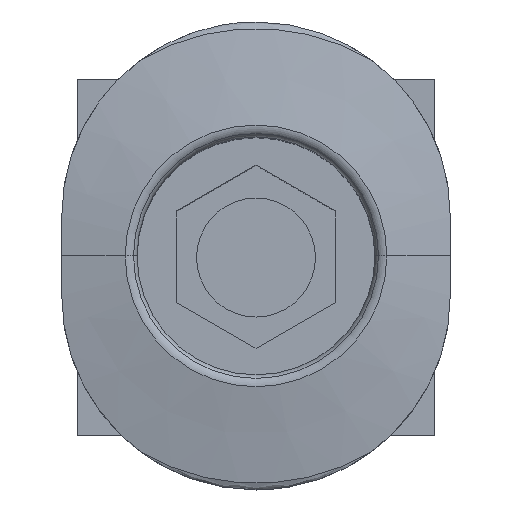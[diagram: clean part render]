
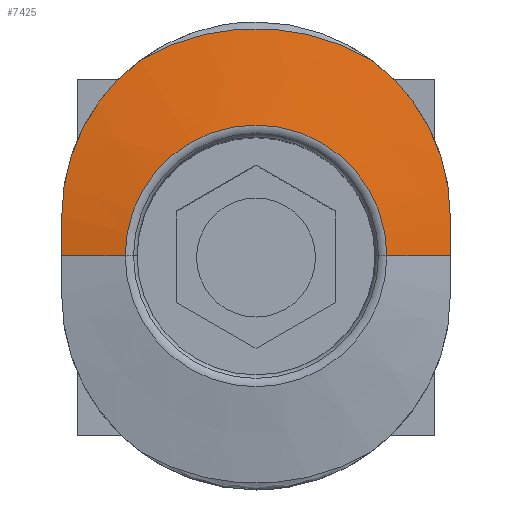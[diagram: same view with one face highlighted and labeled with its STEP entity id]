
A CAD part, top view. The second image highlights one B-rep face of the part: STEP entity #7425.
In plain terms, the highlighted conical face has half-angle 80 degrees and reference radius 4.517 mm.
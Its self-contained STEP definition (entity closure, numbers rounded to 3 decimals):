
#2160=CARTESIAN_POINT('',(-2.915,4.939,45.471));
#2161=CARTESIAN_POINT('',(-3.119,4.787,45.475));
#2162=CARTESIAN_POINT('',(-3.504,4.453,45.486));
#2163=CARTESIAN_POINT('',(-3.997,3.868,45.504));
#2164=CARTESIAN_POINT('',(-4.393,3.214,45.525));
#2165=CARTESIAN_POINT('',(-4.683,2.507,45.549));
#2166=CARTESIAN_POINT('',(-4.86,1.763,45.574));
#2167=CARTESIAN_POINT('',(-4.9,1.254,45.591));
#2168=CARTESIAN_POINT('',(-4.9,1.,45.6));
#2178=CARTESIAN_POINT('',(4.9,1.,45.6));
#2179=CARTESIAN_POINT('',(4.9,1.254,45.591));
#2180=CARTESIAN_POINT('',(4.86,1.763,45.574));
#2181=CARTESIAN_POINT('',(4.683,2.507,45.548));
#2182=CARTESIAN_POINT('',(4.393,3.214,45.525));
#2183=CARTESIAN_POINT('',(3.997,3.868,45.504));
#2184=CARTESIAN_POINT('',(3.504,4.453,45.485));
#2185=CARTESIAN_POINT('',(3.12,4.787,45.475));
#2186=CARTESIAN_POINT('',(2.915,4.938,45.471));
#2188=DIRECTION('',(-0.985,0.,-0.174));
#2189=VECTOR('',#2188,1.625);
#2190=CARTESIAN_POINT('',(-3.3,0.,45.9));
#2191=LINE('',#2190,#2189);
#2192=CARTESIAN_POINT('',(0.,0.,45.471));
#2193=DIRECTION('',(0.,0.,1.));
#2194=DIRECTION('',(0.508,0.861,0.));
#2195=AXIS2_PLACEMENT_3D('',#2192,#2193,#2194);
#2213=CARTESIAN_POINT('',(4.9,0.,
45.618));
#2214=CARTESIAN_POINT('',(4.9,0.111,45.618));
#2215=CARTESIAN_POINT('',(4.9,0.333,45.617));
#2216=CARTESIAN_POINT('',(4.9,0.667,45.611));
#2217=CARTESIAN_POINT('',(4.9,0.889,45.604));
#2218=CARTESIAN_POINT('',(4.9,1.,45.6));
#2259=DIRECTION('',(0.985,0.,-0.174));
#2260=VECTOR('',#2259,1.625);
#2261=CARTESIAN_POINT('',(3.3,0.,45.9));
#2262=LINE('',#2261,#2260);
#2274=CARTESIAN_POINT('',(-4.9,1.,45.6));
#2275=CARTESIAN_POINT('',(-4.9,0.889,
45.604));
#2276=CARTESIAN_POINT('',(-4.9,0.667,
45.611));
#2277=CARTESIAN_POINT('',(-4.9,0.333,
45.617));
#2278=CARTESIAN_POINT('',(-4.9,0.111,
45.618));
#2279=CARTESIAN_POINT('',(-4.9,0.,
45.618));
#2291=CARTESIAN_POINT('',(0.,0.,45.9));
#2292=DIRECTION('',(0.,0.,-1.));
#2293=DIRECTION('',(-1.,0.,0.));
#2294=AXIS2_PLACEMENT_3D('',#2291,#2292,#2293);
#3235=VERTEX_POINT('',#2160);
#3236=VERTEX_POINT('',#2168);
#3237=CARTESIAN_POINT('',(4.9,1.,45.6));
#3238=VERTEX_POINT('',#3237);
#3239=VERTEX_POINT('',#2186);
#3241=VERTEX_POINT('',#2213);
#3242=CARTESIAN_POINT('',(3.3,0.,45.9));
#3243=VERTEX_POINT('',#3242);
#3244=CARTESIAN_POINT('',(-3.3,0.,45.9));
#3245=VERTEX_POINT('',#3244);
#3246=CARTESIAN_POINT('',(-4.9,0.,
45.618));
#3247=VERTEX_POINT('',#3246);
#7404=CARTESIAN_POINT('',(0.,0.,45.685));
#7405=DIRECTION('',(0.,0.,-1.));
#7406=DIRECTION('',(1.,0.,0.));
#7407=AXIS2_PLACEMENT_3D('',#7404,#7405,#7406);
#7408=CONICAL_SURFACE('',#7407,4.517,80.);
#7410=ORIENTED_EDGE('',*,*,#7409,.F.);
#7411=ORIENTED_EDGE('',*,*,#7383,.F.);
#7413=ORIENTED_EDGE('',*,*,#7412,.F.);
#7415=ORIENTED_EDGE('',*,*,#7414,.F.);
#7417=ORIENTED_EDGE('',*,*,#7416,.F.);
#7419=ORIENTED_EDGE('',*,*,#7418,.T.);
#7421=ORIENTED_EDGE('',*,*,#7420,.F.);
#7422=ORIENTED_EDGE('',*,*,#7376,.F.);
#7423=EDGE_LOOP('',(#7410,#7411,#7413,#7415,#7417,#7419,#7421,#7422));
#7424=FACE_OUTER_BOUND('',#7423,.F.);
#7425=ADVANCED_FACE('',(#7424),#7408,.T.);
#2169=B_SPLINE_CURVE_WITH_KNOTS('',3,(#2160,#2161,#2162,#2163,#2164,#2165,#2166,
#2167,#2168),.UNSPECIFIED.,.F.,.F.,(4,1,1,1,1,1,4),(0.,0.167,
0.333,0.5,0.667,0.833,1.),
.UNSPECIFIED.);
#2187=B_SPLINE_CURVE_WITH_KNOTS('',3,(#2178,#2179,#2180,#2181,#2182,#2183,#2184,
#2185,#2186),.UNSPECIFIED.,.F.,.F.,(4,1,1,1,1,1,4),(0.,0.167,
0.333,0.5,0.667,0.833,1.),
.UNSPECIFIED.);
#2196=CIRCLE('',#2195,5.735);
#2219=B_SPLINE_CURVE_WITH_KNOTS('',3,(#2213,#2214,#2215,#2216,#2217,#2218),
.UNSPECIFIED.,.F.,.F.,(4,1,1,4),(0.,0.333,0.667,1.),
.UNSPECIFIED.);
#2280=B_SPLINE_CURVE_WITH_KNOTS('',3,(#2274,#2275,#2276,#2277,#2278,#2279),
.UNSPECIFIED.,.F.,.F.,(4,1,1,4),(0.,0.333,0.667,1.),
.UNSPECIFIED.);
#2295=CIRCLE('',#2294,3.3);
#7376=EDGE_CURVE('',#3235,#3236,#2169,.T.);
#7383=EDGE_CURVE('',#3238,#3239,#2187,.T.);
#7409=EDGE_CURVE('',#3239,#3235,#2196,.T.);
#7412=EDGE_CURVE('',#3241,#3238,#2219,.T.);
#7414=EDGE_CURVE('',#3243,#3241,#2262,.T.);
#7416=EDGE_CURVE('',#3245,#3243,#2295,.T.);
#7418=EDGE_CURVE('',#3245,#3247,#2191,.T.);
#7420=EDGE_CURVE('',#3236,#3247,#2280,.T.);
